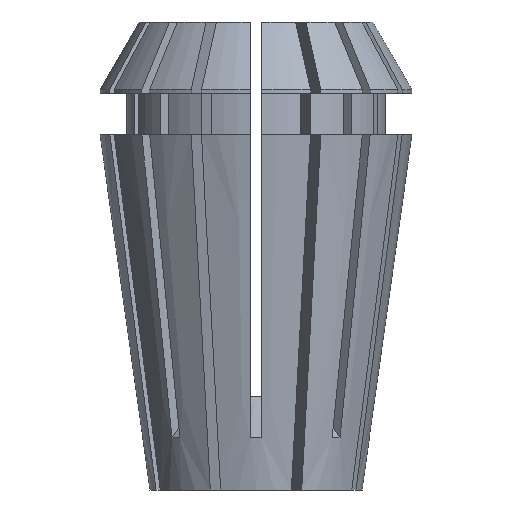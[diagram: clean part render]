
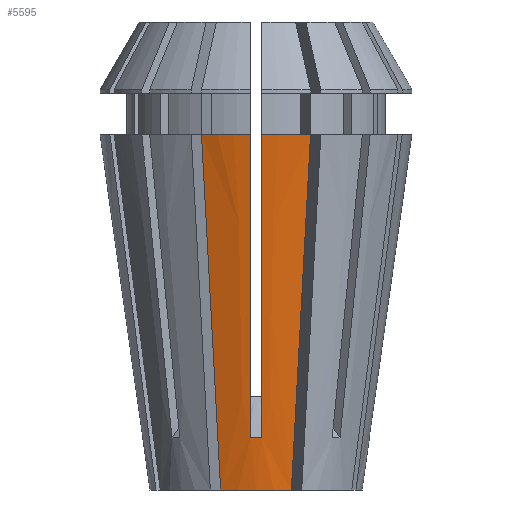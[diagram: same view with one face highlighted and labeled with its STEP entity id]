
A CAD part, front view. The second image highlights one B-rep face of the part: STEP entity #5595.
In plain terms, the highlighted conical face has half-angle 8 degrees and reference radius 7.141 mm.
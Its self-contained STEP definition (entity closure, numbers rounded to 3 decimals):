
#26 = EDGE_CURVE ( 'NONE', #6670, #5407, #3296, .T. ) ;
#65 = VERTEX_POINT ( 'NONE', #5488 ) ;
#145 = EDGE_CURVE ( 'NONE', #4724, #6770, #6465, .T. ) ;
#326 = CARTESIAN_POINT ( 'NONE',  ( 0.375, -8.818, 11.987 ) ) ;
#511 = EDGE_CURVE ( 'NONE', #65, #5943, #4805, .T. ) ;
#681 = CARTESIAN_POINT ( 'NONE',  ( 2.383, -6.732, 0. ) ) ;
#810 = CARTESIAN_POINT ( 'NONE',  ( -0.375, -8.818, 11.987 ) ) ;
#900 = CARTESIAN_POINT ( 'NONE',  ( 0.375, -10.494, 23.9 ) ) ;
#934 = CARTESIAN_POINT ( 'NONE',  ( 0.125, -7.636, 3.498 ) ) ;
#979 = DIRECTION ( 'NONE',  ( -1., 0., 0. ) ) ;
#1054 = CARTESIAN_POINT ( 'NONE',  ( -3.342, -9.048, 17.815 ) ) ;
#1146 = CARTESIAN_POINT ( 'NONE',  ( 2.687, -7.466, 5.645 ) ) ;
#1273 = ORIENTED_EDGE ( 'NONE', *, *, #145, .T. ) ;
#1327 = CARTESIAN_POINT ( 'NONE',  ( -0.375, -10.134, 21.342 ) ) ;
#1381 = FACE_OUTER_BOUND ( 'NONE', #1890, .T. ) ;
#1499 = VERTEX_POINT ( 'NONE', #3175 ) ;
#1533 = CARTESIAN_POINT ( 'NONE',  ( -0.375, -10.494, 23.9 ) ) ;
#1584 = CARTESIAN_POINT ( 'NONE',  ( -3.014, -8.257, 11.73 ) ) ;
#1649 = CARTESIAN_POINT ( 'NONE',  ( -3.669, -9.838, 23.9 ) ) ;
#1671 = CARTESIAN_POINT ( 'NONE',  ( 2.383, -6.732, 0. ) ) ;
#1723 = CARTESIAN_POINT ( 'NONE',  ( 3.014, -8.257, 11.73 ) ) ;
#1729 = EDGE_CURVE ( 'NONE', #2548, #1499, #2288, .T. ) ;
#1758 = DIRECTION ( 'NONE',  ( -1., 0., 0. ) ) ;
#1778 = AXIS2_PLACEMENT_3D ( 'NONE', #5514, #2324, #1758 ) ;
#1803 = DIRECTION ( 'NONE',  ( 0., 0., 1. ) ) ;
#1890 = EDGE_LOOP ( 'NONE', ( #2232, #4664, #1273, #3491, #2811, #6816, #3781, #4564 ) ) ;
#2052 = AXIS2_PLACEMENT_3D ( 'NONE', #3070, #6814, #979 ) ;
#2232 = ORIENTED_EDGE ( 'NONE', *, *, #26, .F. ) ;
#2288 = B_SPLINE_CURVE_WITH_KNOTS ( 'NONE', 3,
 ( #5569, #1327, #5021, #3963, #810, #2399, #5050 ),
 .UNSPECIFIED., .F., .F.,
 ( 4, 3, 4 ),
 ( 0.044, 0.052, 0.065 ),
 .UNSPECIFIED. ) ;
#2324 = DIRECTION ( 'NONE',  ( 0., 0., -1. ) ) ;
#2331 = CARTESIAN_POINT ( 'NONE',  ( 3.669, -9.838, 23.9 ) ) ;
#2399 = CARTESIAN_POINT ( 'NONE',  ( -0.375, -8.222, 7.747 ) ) ;
#2548 = VERTEX_POINT ( 'NONE', #1533 ) ;
#2645 = CARTESIAN_POINT ( 'NONE',  ( -2.687, -7.466, 5.645 ) ) ;
#2756 = CARTESIAN_POINT ( 'NONE',  ( 0.375, -10.494, 23.9 ) ) ;
#2811 = ORIENTED_EDGE ( 'NONE', *, *, #1729, .F. ) ;
#2891 = B_SPLINE_CURVE_WITH_KNOTS ( 'NONE', 3,
 ( #5184, #6341, #934, #5774 ),
 .UNSPECIFIED., .F., .F.,
 ( 4, 4 ),
 ( 0., 0.001 ),
 .UNSPECIFIED. ) ;
#2899 = CARTESIAN_POINT ( 'NONE',  ( 0., 0., 0. ) ) ;
#2972 = CARTESIAN_POINT ( 'NONE',  ( 0.375, -9.415, 16.227 ) ) ;
#3070 = CARTESIAN_POINT ( 'NONE',  ( 0., 0., 23.9 ) ) ;
#3175 = CARTESIAN_POINT ( 'NONE',  ( -0.375, -7.625, 3.507 ) ) ;
#3209 = CARTESIAN_POINT ( 'NONE',  ( -2.585, -7.221, 3.763 ) ) ;
#3296 = B_SPLINE_CURVE_WITH_KNOTS ( 'NONE', 3,
 ( #5956, #5393, #1723, #1146, #6485, #4272, #1671 ),
 .UNSPECIFIED., .F., .F.,
 ( 4, 3, 4 ),
 ( 0., 0.018, 0.024 ),
 .UNSPECIFIED. ) ;
#3334 = DIRECTION ( 'NONE',  ( -1., 0., 0. ) ) ;
#3491 = ORIENTED_EDGE ( 'NONE', *, *, #3713, .F. ) ;
#3713 = EDGE_CURVE ( 'NONE', #1499, #6770, #2891, .T. ) ;
#3733 = CIRCLE ( 'NONE', #2052, 10.5 ) ;
#3781 = ORIENTED_EDGE ( 'NONE', *, *, #511, .T. ) ;
#3937 = EDGE_CURVE ( 'NONE', #5407, #5943, #4034, .T. ) ;
#3963 = CARTESIAN_POINT ( 'NONE',  ( -0.375, -9.415, 16.227 ) ) ;
#4034 = CIRCLE ( 'NONE', #4965, 7.141 ) ;
#4045 = CARTESIAN_POINT ( 'NONE',  ( 0.375, -7.625, 3.507 ) ) ;
#4219 = CARTESIAN_POINT ( 'NONE',  ( -2.383, -6.732, 0. ) ) ;
#4272 = CARTESIAN_POINT ( 'NONE',  ( 2.484, -6.977, 1.882 ) ) ;
#4564 = ORIENTED_EDGE ( 'NONE', *, *, #3937, .F. ) ;
#4664 = ORIENTED_EDGE ( 'NONE', *, *, #6856, .T. ) ;
#4724 = VERTEX_POINT ( 'NONE', #2756 ) ;
#4764 = CARTESIAN_POINT ( 'NONE',  ( -2.383, -6.732, 0. ) ) ;
#4805 = B_SPLINE_CURVE_WITH_KNOTS ( 'NONE', 3,
 ( #1649, #1054, #1584, #2645, #3209, #6374, #4219 ),
 .UNSPECIFIED., .F., .F.,
 ( 4, 3, 4 ),
 ( 0., 0.018, 0.024 ),
 .UNSPECIFIED. ) ;
#4904 = DIRECTION ( 'NONE',  ( 0., 0., -1. ) ) ;
#4965 = AXIS2_PLACEMENT_3D ( 'NONE', #5509, #4904, #3334 ) ;
#5021 = CARTESIAN_POINT ( 'NONE',  ( -0.375, -9.774, 18.785 ) ) ;
#5050 = CARTESIAN_POINT ( 'NONE',  ( -0.375, -7.625, 3.507 ) ) ;
#5068 = CARTESIAN_POINT ( 'NONE',  ( 0.375, -10.134, 21.342 ) ) ;
#5184 = CARTESIAN_POINT ( 'NONE',  ( -0.375, -7.625, 3.507 ) ) ;
#5393 = CARTESIAN_POINT ( 'NONE',  ( 3.342, -9.048, 17.815 ) ) ;
#5407 = VERTEX_POINT ( 'NONE', #681 ) ;
#5433 = CIRCLE ( 'NONE', #1778, 10.5 ) ;
#5488 = CARTESIAN_POINT ( 'NONE',  ( -3.669, -9.838, 23.9 ) ) ;
#5509 = CARTESIAN_POINT ( 'NONE',  ( 0., 0., 0. ) ) ;
#5514 = CARTESIAN_POINT ( 'NONE',  ( 0., 0., 23.9 ) ) ;
#5569 = CARTESIAN_POINT ( 'NONE',  ( -0.375, -10.494, 23.9 ) ) ;
#5595 = ADVANCED_FACE ( 'NONE', ( #1381 ), #6286, .T. ) ;
#5616 = CARTESIAN_POINT ( 'NONE',  ( 0.375, -8.222, 7.747 ) ) ;
#5643 = EDGE_CURVE ( 'NONE', #2548, #65, #5433, .T. ) ;
#5705 = CARTESIAN_POINT ( 'NONE',  ( 0.375, -9.774, 18.785 ) ) ;
#5774 = CARTESIAN_POINT ( 'NONE',  ( 0.375, -7.625, 3.507 ) ) ;
#5943 = VERTEX_POINT ( 'NONE', #4764 ) ;
#5956 = CARTESIAN_POINT ( 'NONE',  ( 3.669, -9.838, 23.9 ) ) ;
#6286 = CONICAL_SURFACE ( 'NONE', #6410, 7.141, 0.14 ) ;
#6341 = CARTESIAN_POINT ( 'NONE',  ( -0.125, -7.636, 3.498 ) ) ;
#6374 = CARTESIAN_POINT ( 'NONE',  ( -2.484, -6.977, 1.882 ) ) ;
#6410 = AXIS2_PLACEMENT_3D ( 'NONE', #2899, #1803, #6528 ) ;
#6465 = B_SPLINE_CURVE_WITH_KNOTS ( 'NONE', 3,
 ( #900, #5068, #5705, #2972, #326, #5616, #6761 ),
 .UNSPECIFIED., .F., .F.,
 ( 4, 3, 4 ),
 ( 0.044, 0.052, 0.065 ),
 .UNSPECIFIED. ) ;
#6485 = CARTESIAN_POINT ( 'NONE',  ( 2.585, -7.221, 3.763 ) ) ;
#6528 = DIRECTION ( 'NONE',  ( 1., 0., 0. ) ) ;
#6670 = VERTEX_POINT ( 'NONE', #2331 ) ;
#6761 = CARTESIAN_POINT ( 'NONE',  ( 0.375, -7.625, 3.507 ) ) ;
#6770 = VERTEX_POINT ( 'NONE', #4045 ) ;
#6814 = DIRECTION ( 'NONE',  ( 0., 0., -1. ) ) ;
#6816 = ORIENTED_EDGE ( 'NONE', *, *, #5643, .T. ) ;
#6856 = EDGE_CURVE ( 'NONE', #6670, #4724, #3733, .T. ) ;
